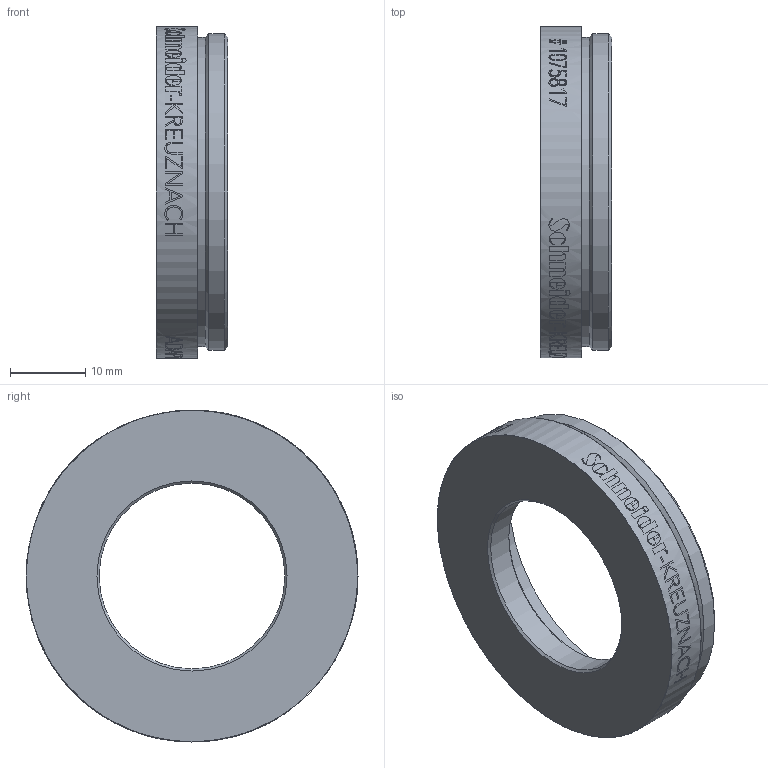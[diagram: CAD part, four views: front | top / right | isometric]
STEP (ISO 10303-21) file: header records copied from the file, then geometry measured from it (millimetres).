
FILE_DESCRIPTION(/* description */ (''),/* implementation_level */ '2;1');
FILE_NAME(/* name */ '1075817_00166841_001.stp',/* time_stamp */ '2022-04-11T11:29:47+02:00',/* author */ (''),/* organization */ (''),/* preprocessor_version */ 'ST-DEVELOPER v16',/* originating_system */ 'SIEMENS PLM Software NX 10.0',/* authorisation */ '');
FILE_SCHEMA (('AP203_CONFIGURATION_CONTROLLED_3D_DESIGN_OF_MECHANICAL_PARTS_AND_ASSEMBLIES_MIM_LF { 1 0 10303 403 2 1 2}'));
Length unit declared in the file: millimetre
Products named in the file (1): Froe18D4278F5udi
Bounding box: 9.5 x 44 x 44 mm (x, y, z)
Volume: 6298.3 mm3; surface area: 5093 mm2
Topology: 1 solids, 2 shells, 77 faces, 425 edges, 415 vertices
Faces by surface type: cylinder 68, plane 5, cone 4
Full cylindrical faces by diameter (mm): 24.6 x1, 36 x1, 40.98 x1, 42 x1, 44 x2
Entity records: 5752 total; most frequent: CARTESIAN_POINT 2845, ORIENTED_EDGE 824, VERTEX_POINT 413, EDGE_CURVE 413, B_SPLINE_CURVE_WITH_KNOTS 397, DIRECTION 188, EDGE_LOOP 154, FACE_BOUND 106
